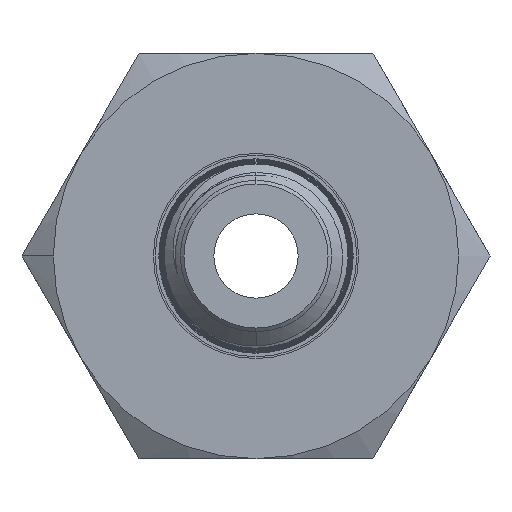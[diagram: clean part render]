
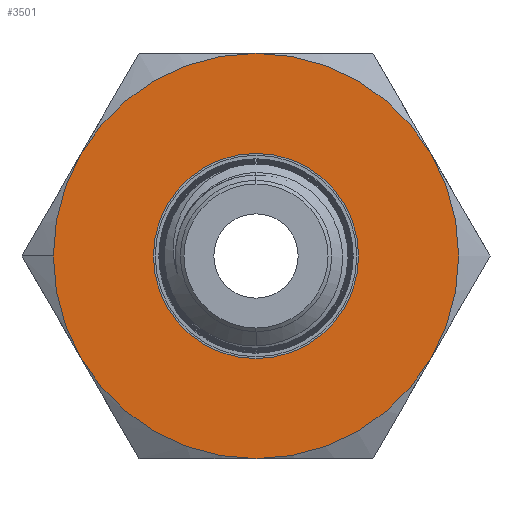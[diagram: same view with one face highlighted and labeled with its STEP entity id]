
A CAD part, left-side view. The second image highlights one B-rep face of the part: STEP entity #3501.
In plain terms, the highlighted face is planar.
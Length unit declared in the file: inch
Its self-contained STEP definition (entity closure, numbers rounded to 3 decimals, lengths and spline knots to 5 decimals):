
#132 = AXIS2_PLACEMENT_3D ( 'NONE', #7080, #12541, #410 ) ;
#224 = AXIS2_PLACEMENT_3D ( 'NONE', #2883, #592, #8360 ) ;
#244 = AXIS2_PLACEMENT_3D ( 'NONE', #5155, #14117, #14022 ) ;
#410 = DIRECTION ( 'NONE',  ( 0., 0., -1. ) ) ;
#566 = CARTESIAN_POINT ( 'NONE',  ( -0.28125, 0.9445, -0.48714 ) ) ;
#592 = DIRECTION ( 'NONE',  ( 0., 1., 0. ) ) ;
#742 = ORIENTED_EDGE ( 'NONE', *, *, #8298, .T. ) ;
#840 = EDGE_CURVE ( 'NONE', #10421, #9093, #10697, .T. ) ;
#913 = VERTEX_POINT ( 'NONE', #11581 ) ;
#991 = AXIS2_PLACEMENT_3D ( 'NONE', #3584, #9153, #11391 ) ;
#1230 = EDGE_CURVE ( 'NONE', #13280, #10421, #6874, .T. ) ;
#1467 = CARTESIAN_POINT ( 'NONE',  ( 0., 0.9445, 0. ) ) ;
#1589 = DIRECTION ( 'NONE',  ( 0., 0., 1. ) ) ;
#2118 = DIRECTION ( 'NONE',  ( 0., 1., 0. ) ) ;
#2671 = VERTEX_POINT ( 'NONE', #8523 ) ;
#2883 = CARTESIAN_POINT ( 'NONE',  ( 0., 0.9445, 0. ) ) ;
#3061 = EDGE_LOOP ( 'NONE', ( #3431, #5939 ) ) ;
#3431 = ORIENTED_EDGE ( 'NONE', *, *, #8001, .T. ) ;
#3448 = CARTESIAN_POINT ( 'NONE',  ( 0.5625, 0.9445, 0. ) ) ;
#3487 = CARTESIAN_POINT ( 'NONE',  ( 0.28125, 0.9445, -0.48714 ) ) ;
#3501 = ADVANCED_FACE ( 'NONE', ( #13284, #9836 ), #3794, .T. ) ;
#3584 = CARTESIAN_POINT ( 'NONE',  ( 0., 0.9445, 0. ) ) ;
#3634 = ORIENTED_EDGE ( 'NONE', *, *, #8939, .T. ) ;
#3787 = DIRECTION ( 'NONE',  ( 0., 1., 0. ) ) ;
#3794 = PLANE ( 'NONE',  #11588 ) ;
#4109 = AXIS2_PLACEMENT_3D ( 'NONE', #13795, #3787, #1589 ) ;
#4260 = EDGE_CURVE ( 'NONE', #13280, #7771, #13546, .T. ) ;
#4579 = ORIENTED_EDGE ( 'NONE', *, *, #12104, .T. ) ;
#5155 = CARTESIAN_POINT ( 'NONE',  ( 0., 0.9445, 0. ) ) ;
#5313 = DIRECTION ( 'NONE',  ( 0., 0., 1. ) ) ;
#5520 = CARTESIAN_POINT ( 'NONE',  ( 0., 0.9445, 0. ) ) ;
#5670 = CIRCLE ( 'NONE', #8630, 0.5625 ) ;
#5939 = ORIENTED_EDGE ( 'NONE', *, *, #10797, .T. ) ;
#6305 = VERTEX_POINT ( 'NONE', #14179 ) ;
#6336 = ORIENTED_EDGE ( 'NONE', *, *, #4260, .F. ) ;
#6454 = CARTESIAN_POINT ( 'NONE',  ( 0., 0.9445, 0. ) ) ;
#6646 = DIRECTION ( 'NONE',  ( 0., -1., 0. ) ) ;
#6722 = CIRCLE ( 'NONE', #991, 0.5625 ) ;
#6874 = CIRCLE ( 'NONE', #13131, 0.5625 ) ;
#7018 = ORIENTED_EDGE ( 'NONE', *, *, #1230, .T. ) ;
#7080 = CARTESIAN_POINT ( 'NONE',  ( 0., 0.9445, 0. ) ) ;
#7357 = CARTESIAN_POINT ( 'NONE',  ( 0., 0.9445, -0.5625 ) ) ;
#7641 = DIRECTION ( 'NONE',  ( 0., 1., 0. ) ) ;
#7771 = VERTEX_POINT ( 'NONE', #3448 ) ;
#7774 = DIRECTION ( 'NONE',  ( 0., 0., -1. ) ) ;
#8001 = EDGE_CURVE ( 'NONE', #11760, #2671, #9682, .T. ) ;
#8096 = EDGE_CURVE ( 'NONE', #6305, #13709, #8985, .T. ) ;
#8298 = EDGE_CURVE ( 'NONE', #13709, #7771, #6722, .T. ) ;
#8315 = EDGE_LOOP ( 'NONE', ( #13747, #742, #6336, #7018, #10256, #4579, #3634 ) ) ;
#8360 = DIRECTION ( 'NONE',  ( 0., 0., 1. ) ) ;
#8523 = CARTESIAN_POINT ( 'NONE',  ( 0., 0.9445, 0.28475 ) ) ;
#8630 = AXIS2_PLACEMENT_3D ( 'NONE', #9847, #7641, #8784 ) ;
#8784 = DIRECTION ( 'NONE',  ( 0., 0., 1. ) ) ;
#8939 = EDGE_CURVE ( 'NONE', #913, #6305, #5670, .T. ) ;
#8985 = CIRCLE ( 'NONE', #12420, 0.5625 ) ;
#9067 = CARTESIAN_POINT ( 'NONE',  ( 0.28125, 0.9445, 0.48714 ) ) ;
#9093 = VERTEX_POINT ( 'NONE', #566 ) ;
#9153 = DIRECTION ( 'NONE',  ( 0., 1., 0. ) ) ;
#9229 = DIRECTION ( 'NONE',  ( 0., 0., 1. ) ) ;
#9682 = CIRCLE ( 'NONE', #244, 0.28475 ) ;
#9836 = FACE_OUTER_BOUND ( 'NONE', #8315, .T. ) ;
#9847 = CARTESIAN_POINT ( 'NONE',  ( 0., 0.9445, 0. ) ) ;
#9921 = DIRECTION ( 'NONE',  ( 0., 0., 1. ) ) ;
#10256 = ORIENTED_EDGE ( 'NONE', *, *, #840, .T. ) ;
#10304 = DIRECTION ( 'NONE',  ( 0., 1., 0. ) ) ;
#10421 = VERTEX_POINT ( 'NONE', #7357 ) ;
#10697 = CIRCLE ( 'NONE', #224, 0.5625 ) ;
#10797 = EDGE_CURVE ( 'NONE', #2671, #11760, #11306, .T. ) ;
#11306 = CIRCLE ( 'NONE', #14229, 0.28475 ) ;
#11391 = DIRECTION ( 'NONE',  ( 0., 0., 1. ) ) ;
#11581 = CARTESIAN_POINT ( 'NONE',  ( -0.5625, 0.9445, 0. ) ) ;
#11588 = AXIS2_PLACEMENT_3D ( 'NONE', #6454, #14182, #5313 ) ;
#11760 = VERTEX_POINT ( 'NONE', #13660 ) ;
#12009 = CARTESIAN_POINT ( 'NONE',  ( 0., 0.9445, 0. ) ) ;
#12104 = EDGE_CURVE ( 'NONE', #9093, #913, #13669, .T. ) ;
#12420 = AXIS2_PLACEMENT_3D ( 'NONE', #12009, #2118, #9921 ) ;
#12541 = DIRECTION ( 'NONE',  ( 0., -1., 0. ) ) ;
#13131 = AXIS2_PLACEMENT_3D ( 'NONE', #1467, #10304, #9229 ) ;
#13280 = VERTEX_POINT ( 'NONE', #3487 ) ;
#13284 = FACE_BOUND ( 'NONE', #3061, .T. ) ;
#13546 = CIRCLE ( 'NONE', #132, 0.5625 ) ;
#13660 = CARTESIAN_POINT ( 'NONE',  ( 0., 0.9445, -0.28475 ) ) ;
#13669 = CIRCLE ( 'NONE', #4109, 0.5625 ) ;
#13709 = VERTEX_POINT ( 'NONE', #9067 ) ;
#13747 = ORIENTED_EDGE ( 'NONE', *, *, #8096, .T. ) ;
#13795 = CARTESIAN_POINT ( 'NONE',  ( 0., 0.9445, 0. ) ) ;
#14022 = DIRECTION ( 'NONE',  ( 0., 0., -1. ) ) ;
#14117 = DIRECTION ( 'NONE',  ( 0., -1., 0. ) ) ;
#14179 = CARTESIAN_POINT ( 'NONE',  ( -0.28125, 0.9445, 0.48714 ) ) ;
#14182 = DIRECTION ( 'NONE',  ( 0., 1., 0. ) ) ;
#14229 = AXIS2_PLACEMENT_3D ( 'NONE', #5520, #6646, #7774 ) ;
